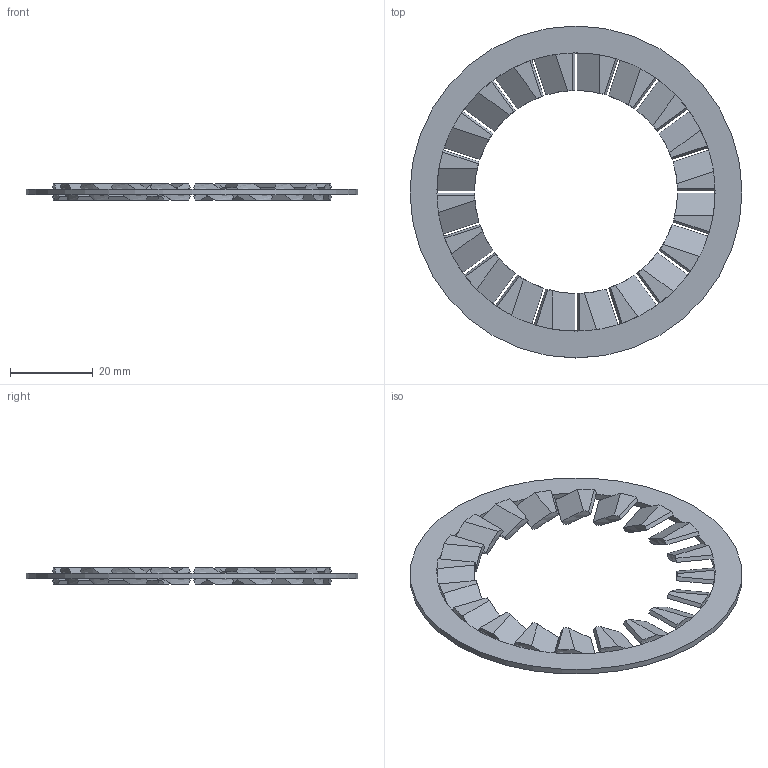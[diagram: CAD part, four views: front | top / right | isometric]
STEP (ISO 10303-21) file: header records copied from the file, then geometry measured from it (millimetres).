
FILE_DESCRIPTION (( 'STEP AP203' ), '1' );
FILE_NAME ('150NPTSW4.STEP', '2019-10-16T14:48:15', ( '' ), ( '' ), 'SwSTEP 2.0', 'SolidWorks 2017', '' );
FILE_SCHEMA (( 'CONFIG_CONTROL_DESIGN' ));
Length unit declared in the file: millimetre
Products named in the file (1): 150NPTSW4
Bounding box: 80 x 80 x 3.9 mm (x, y, z)
Volume: 5086 mm3; surface area: 7491.1 mm2
Topology: 1 solids, 1 shells, 203 faces, 523 edges, 322 vertices
Faces by surface type: plane 122, cylinder 81
Full cylindrical faces by diameter (mm): 80 x1
Entity records: 6175 total; most frequent: CARTESIAN_POINT 1768, ORIENTED_EDGE 1044, DIRECTION 852, EDGE_CURVE 522, AXIS2_PLACEMENT_3D 366, VERTEX_POINT 322, EDGE_LOOP 206, FACE_OUTER_BOUND 204
